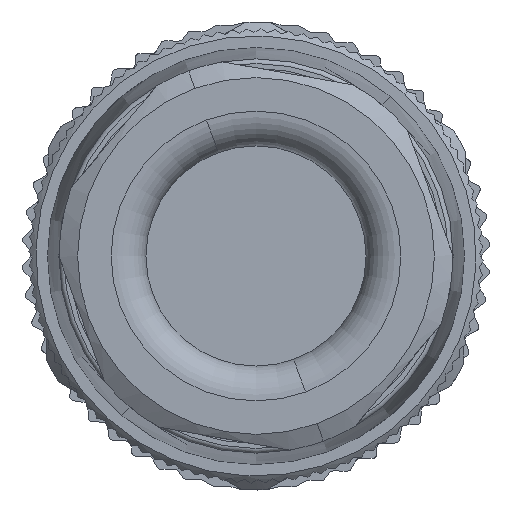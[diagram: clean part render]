
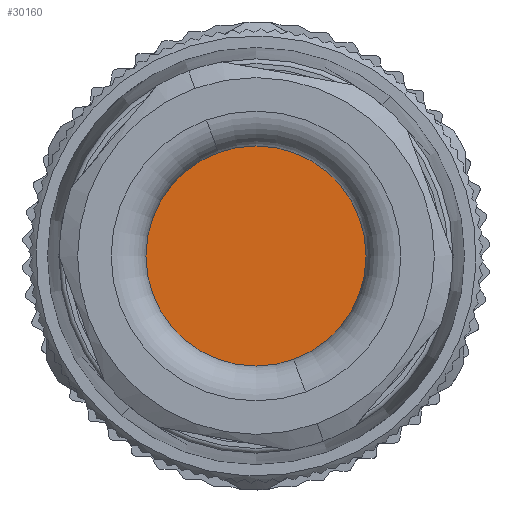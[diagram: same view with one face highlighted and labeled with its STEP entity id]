
A CAD part, left-side view. The second image highlights one B-rep face of the part: STEP entity #30160.
In plain terms, the highlighted planar face has unit normal (-1, 0, 0).
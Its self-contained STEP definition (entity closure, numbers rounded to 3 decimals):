
#14605=CARTESIAN_POINT('',(-33.5,0.,0.));
#14606=DIRECTION('',(-1.,0.,0.));
#14607=DIRECTION('',(0.,0.342,0.94));
#14608=AXIS2_PLACEMENT_3D('',#14605,#14606,#14607);
#14613=CARTESIAN_POINT('',(-33.5,0.,0.));
#14614=DIRECTION('',(-1.,0.,0.));
#14615=DIRECTION('',(0.,-0.342,-0.94));
#14616=AXIS2_PLACEMENT_3D('',#14613,#14614,#14615);
#17857=CARTESIAN_POINT('',(-33.5,1.625,4.464));
#17859=VERTEX_POINT('',#17857);
#17863=CARTESIAN_POINT('',(-33.5,-1.625,-4.464));
#17864=VERTEX_POINT('',#17863);
#30151=CARTESIAN_POINT('',(-33.5,0.,0.));
#30152=DIRECTION('',(-1.,0.,0.));
#30153=DIRECTION('',(0.,0.,1.));
#30154=AXIS2_PLACEMENT_3D('',#30151,#30152,#30153);
#30155=PLANE('',#30154);
#30156=ORIENTED_EDGE('',*,*,#30144,.F.);
#30157=ORIENTED_EDGE('',*,*,#30133,.F.);
#30158=EDGE_LOOP('',(#30156,#30157));
#30159=FACE_OUTER_BOUND('',#30158,.F.);
#30160=ADVANCED_FACE('',(#30159),#30155,.T.);
#14609=CIRCLE('',#14608,4.75);
#14617=CIRCLE('',#14616,4.75);
#30133=EDGE_CURVE('',#17864,#17859,#14617,.T.);
#30144=EDGE_CURVE('',#17859,#17864,#14609,.T.);
